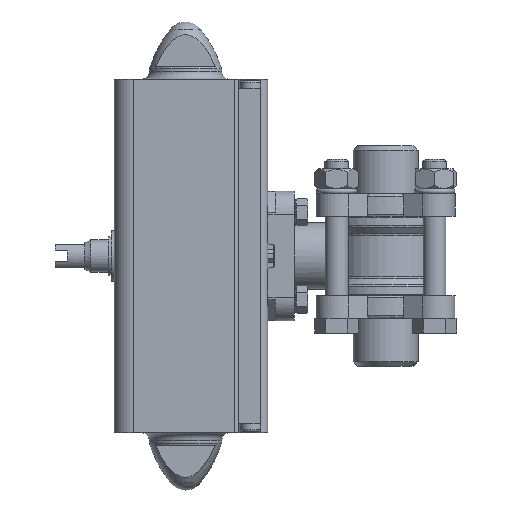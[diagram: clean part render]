
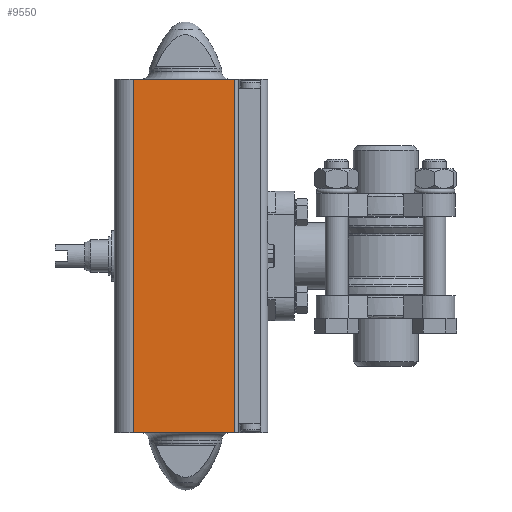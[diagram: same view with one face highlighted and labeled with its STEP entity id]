
A CAD part, left-side view. The second image highlights one B-rep face of the part: STEP entity #9550.
In plain terms, the highlighted planar face has unit normal (-1, 0, 0).
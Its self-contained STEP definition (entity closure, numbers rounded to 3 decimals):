
#2591=ORIENTED_EDGE('',*,*,#4360,.T.);
#2592=ORIENTED_EDGE('',*,*,#4361,.F.);
#2593=ORIENTED_EDGE('',*,*,#4362,.F.);
#2594=ORIENTED_EDGE('',*,*,#4363,.T.);
#4360=EDGE_CURVE('',#5391,#5392,#6158,.T.);
#4361=EDGE_CURVE('',#5393,#5392,#6159,.T.);
#4362=EDGE_CURVE('',#5394,#5393,#6160,.T.);
#4363=EDGE_CURVE('',#5394,#5391,#6161,.T.);
#5391=VERTEX_POINT('',#16175);
#5392=VERTEX_POINT('',#16176);
#5393=VERTEX_POINT('',#16178);
#5394=VERTEX_POINT('',#16180);
#6158=LINE('',#16174,#6901);
#6159=LINE('',#16177,#6902);
#6160=LINE('',#16179,#6903);
#6161=LINE('',#16181,#6904);
#6901=VECTOR('',#12689,1000.);
#6902=VECTOR('',#12690,1000.);
#6903=VECTOR('',#12691,1000.);
#6904=VECTOR('',#12692,1000.);
#7676=EDGE_LOOP('',(#2591,#2592,#2593,#2594));
#8495=FACE_BOUND('',#7676,.T.);
#9053=PLANE('',#10524);
#9550=ADVANCED_FACE('',(#8495),#9053,.F.);
#10524=AXIS2_PLACEMENT_3D('',#16173,#12687,#12688);
#12687=DIRECTION('',(1.,0.,0.));
#12688=DIRECTION('',(0.,0.,-1.));
#12689=DIRECTION('',(0.,-1.,0.));
#12690=DIRECTION('',(0.,0.,-1.));
#12691=DIRECTION('',(0.,-1.,0.));
#12692=DIRECTION('',(0.,0.,-1.));
#16173=CARTESIAN_POINT('',(-24.2,17.7,60.));
#16174=CARTESIAN_POINT('',(-24.2,17.7,-60.));
#16175=CARTESIAN_POINT('',(-24.2,17.7,-60.));
#16176=CARTESIAN_POINT('',(-24.2,-16.8,-60.));
#16177=CARTESIAN_POINT('',(-24.2,-16.8,60.));
#16178=CARTESIAN_POINT('',(-24.2,-16.8,60.));
#16179=CARTESIAN_POINT('',(-24.2,17.7,60.));
#16180=CARTESIAN_POINT('',(-24.2,17.7,60.));
#16181=CARTESIAN_POINT('',(-24.2,17.7,60.));
